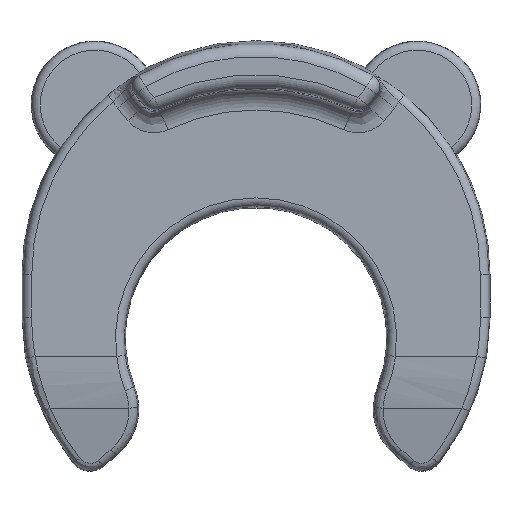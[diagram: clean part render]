
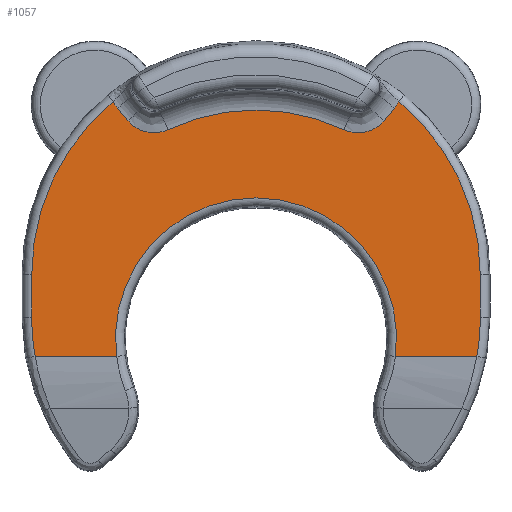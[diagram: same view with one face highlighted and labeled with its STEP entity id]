
A CAD part, top view. The second image highlights one B-rep face of the part: STEP entity #1057.
In plain terms, the highlighted planar face has unit normal (0, 0, 1).
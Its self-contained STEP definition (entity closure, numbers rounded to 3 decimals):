
#23=PLANE($,#1176);
#88=B_SPLINE_CURVE_WITH_KNOTS($,3,(#2461,#2462,#2463,#2464),
 .UNSPECIFIED.,.F.,.F.,(4,4),(0.119,0.138),
 .UNSPECIFIED.);
#90=B_SPLINE_CURVE_WITH_KNOTS($,3,(#2513,#2514,#2515,#2516,#2517),
 .UNSPECIFIED.,.F.,.F.,(4,1,4),(0.,0.052,0.105),
 .UNSPECIFIED.);
#92=B_SPLINE_CURVE_WITH_KNOTS($,3,(#2556,#2557,#2558,#2559,#2560),
 .UNSPECIFIED.,.F.,.F.,(4,1,4),(0.,0.052,0.105),
 .UNSPECIFIED.);
#93=B_SPLINE_CURVE_WITH_KNOTS($,3,(#2595,#2596,#2597,#2598),
 .UNSPECIFIED.,.F.,.F.,(4,4),(0.,0.019),
 .UNSPECIFIED.);
#134=LINE($,#1753,#162);
#140=LINE($,#2174,#168);
#148=LINE($,#2467,#176);
#150=LINE($,#2471,#178);
#153=LINE($,#2479,#181);
#154=LINE($,#2564,#182);
#162=VECTOR($,#1293,1.);
#168=VECTOR($,#1359,1.);
#176=VECTOR($,#1397,1.915);
#178=VECTOR($,#1403,1.915);
#181=VECTOR($,#1412,0.374);
#182=VECTOR($,#1429,0.374);
#257=FACE_OUTER_BOUND($,#327,.T.);
#327=EDGE_LOOP($,(#935,#936,#937,#938,#939,#940,#941,#942,#943,#944,#945,
#946,#947,#948,#949,#950));
#364=CIRCLE($,#1115,5.272);
#367=CIRCLE($,#1120,5.272);
#377=CIRCLE($,#1132,3.303);
#387=CIRCLE($,#1144,5.272);
#391=CIRCLE($,#1150,5.272);
#400=CIRCLE($,#1172,4.867);
#438=VERTEX_POINT($,#1731);
#439=VERTEX_POINT($,#1746);
#441=VERTEX_POINT($,#1751);
#443=VERTEX_POINT($,#1757);
#457=VERTEX_POINT($,#1950);
#459=VERTEX_POINT($,#1962);
#473=VERTEX_POINT($,#2155);
#475=VERTEX_POINT($,#2167);
#476=VERTEX_POINT($,#2172);
#477=VERTEX_POINT($,#2177);
#488=VERTEX_POINT($,#2460);
#489=VERTEX_POINT($,#2475);
#491=VERTEX_POINT($,#2505);
#493=VERTEX_POINT($,#2519);
#495=VERTEX_POINT($,#2549);
#496=VERTEX_POINT($,#2562);
#553=EDGE_CURVE($,#439,#438,#364,.T.);
#555=EDGE_CURVE($,#441,#439,#134,.T.);
#558=EDGE_CURVE($,#443,#441,#367,.T.);
#582=EDGE_CURVE($,#459,#457,#377,.T.);
#606=EDGE_CURVE($,#475,#473,#387,.T.);
#609=EDGE_CURVE($,#476,#475,#140,.T.);
#612=EDGE_CURVE($,#477,#476,#391,.T.);
#635=EDGE_CURVE($,#438,#488,#88,.T.);
#637=EDGE_CURVE($,#457,#443,#148,.T.);
#639=EDGE_CURVE($,#473,#459,#150,.T.);
#643=EDGE_CURVE($,#488,#489,#153,.T.);
#646=EDGE_CURVE($,#489,#491,#90,.T.);
#649=EDGE_CURVE($,#491,#493,#400,.T.);
#652=EDGE_CURVE($,#493,#495,#92,.T.);
#654=EDGE_CURVE($,#495,#496,#154,.T.);
#655=EDGE_CURVE($,#496,#477,#93,.T.);
#935=ORIENTED_EDGE($,*,*,#612,.F.);
#936=ORIENTED_EDGE($,*,*,#655,.F.);
#937=ORIENTED_EDGE($,*,*,#654,.F.);
#938=ORIENTED_EDGE($,*,*,#652,.F.);
#939=ORIENTED_EDGE($,*,*,#649,.F.);
#940=ORIENTED_EDGE($,*,*,#646,.F.);
#941=ORIENTED_EDGE($,*,*,#643,.F.);
#942=ORIENTED_EDGE($,*,*,#635,.F.);
#943=ORIENTED_EDGE($,*,*,#553,.F.);
#944=ORIENTED_EDGE($,*,*,#555,.F.);
#945=ORIENTED_EDGE($,*,*,#558,.F.);
#946=ORIENTED_EDGE($,*,*,#637,.F.);
#947=ORIENTED_EDGE($,*,*,#582,.F.);
#948=ORIENTED_EDGE($,*,*,#639,.F.);
#949=ORIENTED_EDGE($,*,*,#606,.F.);
#950=ORIENTED_EDGE($,*,*,#609,.F.);
#1057=ADVANCED_FACE($,(#257),#23,.T.);
#1115=AXIS2_PLACEMENT_3D($,#1748,#1287,#1288);
#1120=AXIS2_PLACEMENT_3D($,#1759,#1299,#1300);
#1132=AXIS2_PLACEMENT_3D($,#1964,#1325,#1326);
#1144=AXIS2_PLACEMENT_3D($,#2169,#1351,#1352);
#1150=AXIS2_PLACEMENT_3D($,#2179,#1365,#1366);
#1172=AXIS2_PLACEMENT_3D($,#2523,#1421,#1422);
#1176=AXIS2_PLACEMENT_3D($,#2599,#1430,#1431);
#1287=DIRECTION('center_axis',(0.,0.,
-1.));
#1288=DIRECTION('ref_axis',(-0.902,0.432,0.));
#1293=DIRECTION($,(0.,1.,0.));
#1299=DIRECTION('center_axis',(0.,0.,
-1.));
#1300=DIRECTION('ref_axis',(-0.996,-0.085,0.));
#1325=DIRECTION('center_axis',(0.,0.,
1.));
#1326=DIRECTION('ref_axis',(0.,1.,0.));
#1351=DIRECTION('center_axis',(0.,0.,
-1.));
#1352=DIRECTION('ref_axis',(0.996,-0.085,0.));
#1359=DIRECTION($,(0.,-1.,0.));
#1365=DIRECTION('center_axis',(0.,0.,
-1.));
#1366=DIRECTION('ref_axis',(0.902,0.432,0.));
#1397=DIRECTION($,(-1.,0.,0.));
#1403=DIRECTION($,(-1.,0.,0.));
#1412=DIRECTION($,(0.643,-0.766,0.));
#1421=DIRECTION('center_axis',(0.,0.,
-1.));
#1422=DIRECTION('ref_axis',(0.,1.,0.));
#1429=DIRECTION($,(0.643,0.766,0.));
#1430=DIRECTION('center_axis',(0.,0.,
1.));
#1431=DIRECTION('ref_axis',(1.,0.,0.));
#1731=CARTESIAN_POINT('',(-3.358,5.564,1.));
#1746=CARTESIAN_POINT('',(-5.272,1.5,1.));
#1748=CARTESIAN_POINT('Origin',(0.,1.5,1.));
#1751=CARTESIAN_POINT('',(-5.272,0.5,1.));
#1753=CARTESIAN_POINT($,(-5.272,1.044,1.));
#1757=CARTESIAN_POINT('',(-5.19,-0.425,1.));
#1759=CARTESIAN_POINT('Origin',(0.,0.5,1.));
#1950=CARTESIAN_POINT('',(-3.276,-0.425,1.));
#1962=CARTESIAN_POINT('',(3.276,-0.425,1.));
#1964=CARTESIAN_POINT('Origin',(0.,0.,
1.));
#2155=CARTESIAN_POINT('',(5.19,-0.425,1.));
#2167=CARTESIAN_POINT('',(5.272,0.5,1.));
#2169=CARTESIAN_POINT('Origin',(0.,0.5,1.));
#2172=CARTESIAN_POINT('',(5.272,1.5,1.));
#2174=CARTESIAN_POINT($,(5.272,1.544,1.));
#2177=CARTESIAN_POINT('',(3.358,5.564,1.));
#2179=CARTESIAN_POINT('Origin',(0.,1.5,1.));
#2460=CARTESIAN_POINT('',(-3.254,5.405,1.));
#2461=CARTESIAN_POINT('Ctrl Pts',(-3.358,5.564,1.));
#2462=CARTESIAN_POINT('Ctrl Pts',(-3.33,5.507,1.));
#2463=CARTESIAN_POINT('Ctrl Pts',(-3.295,5.454,1.));
#2464=CARTESIAN_POINT('Ctrl Pts',(-3.254,5.405,1.));
#2467=CARTESIAN_POINT($,(0.,-0.425,1.));
#2471=CARTESIAN_POINT($,(0.,-0.425,1.));
#2475=CARTESIAN_POINT('',(-3.014,5.119,1.));
#2479=CARTESIAN_POINT($,(-1.442,3.245,1.));
#2505=CARTESIAN_POINT('',(-2.063,4.908,1.));
#2513=CARTESIAN_POINT('Ctrl Pts',(-3.014,5.119,1.));
#2514=CARTESIAN_POINT('Ctrl Pts',(-2.902,4.985,1.));
#2515=CARTESIAN_POINT('Ctrl Pts',(-2.587,4.794,1.));
#2516=CARTESIAN_POINT('Ctrl Pts',(-2.221,4.834,1.));
#2517=CARTESIAN_POINT('Ctrl Pts',(-2.063,4.908,1.));
#2519=CARTESIAN_POINT('',(2.063,4.908,1.));
#2523=CARTESIAN_POINT('Origin',(0.,0.5,1.));
#2549=CARTESIAN_POINT('',(3.014,5.119,1.));
#2556=CARTESIAN_POINT('Ctrl Pts',(2.063,4.908,1.));
#2557=CARTESIAN_POINT('Ctrl Pts',(2.221,4.834,1.));
#2558=CARTESIAN_POINT('Ctrl Pts',(2.587,4.794,1.));
#2559=CARTESIAN_POINT('Ctrl Pts',(2.902,4.985,1.));
#2560=CARTESIAN_POINT('Ctrl Pts',(3.014,5.119,1.));
#2562=CARTESIAN_POINT('',(3.254,5.405,1.));
#2564=CARTESIAN_POINT($,(1.757,3.621,1.));
#2595=CARTESIAN_POINT('Ctrl Pts',(3.254,5.405,1.));
#2596=CARTESIAN_POINT('Ctrl Pts',(3.295,5.454,1.));
#2597=CARTESIAN_POINT('Ctrl Pts',(3.33,5.507,1.));
#2598=CARTESIAN_POINT('Ctrl Pts',(3.358,5.564,1.));
#2599=CARTESIAN_POINT('Origin',(0.,1.587,
1.));
